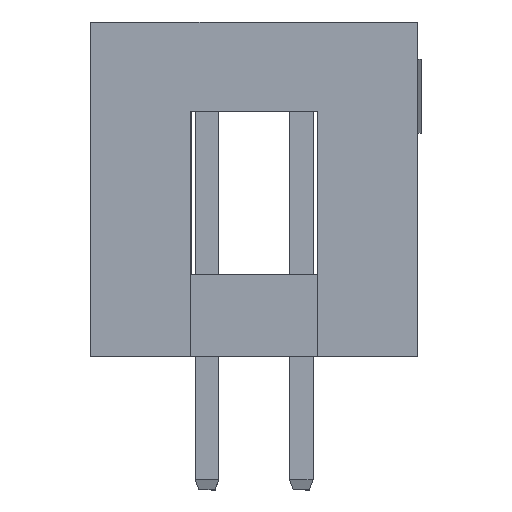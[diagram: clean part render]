
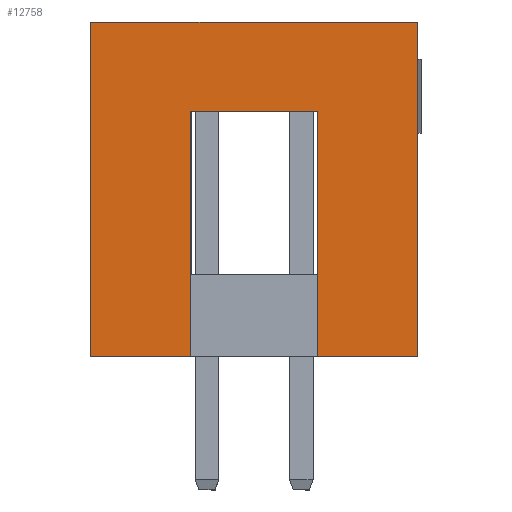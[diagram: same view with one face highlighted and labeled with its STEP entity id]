
A CAD part, left-side view. The second image highlights one B-rep face of the part: STEP entity #12758.
In plain terms, the highlighted planar face has unit normal (-1, 0, 0).
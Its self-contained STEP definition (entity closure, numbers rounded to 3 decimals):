
#383 = LINE ( 'NONE', #2002, #21749 ) ;
#577 = ORIENTED_EDGE ( 'NONE', *, *, #24932, .F. ) ;
#801 = EDGE_CURVE ( 'NONE', #24647, #17862, #15582, .T. ) ;
#850 = ORIENTED_EDGE ( 'NONE', *, *, #13207, .T. ) ;
#1673 = CARTESIAN_POINT ( 'NONE',  ( -5.17, -0.43, 6.6 ) ) ;
#1774 = DIRECTION ( 'NONE',  ( 0., 0., -1. ) ) ;
#2002 = CARTESIAN_POINT ( 'NONE',  ( -5.17, 0., 0. ) ) ;
#2214 = VERTEX_POINT ( 'NONE', #7994 ) ;
#2445 = CARTESIAN_POINT ( 'NONE',  ( -5.17, 2.97, 6.6 ) ) ;
#3509 = CARTESIAN_POINT ( 'NONE',  ( -5.17, 0., 9. ) ) ;
#3686 = VECTOR ( 'NONE', #6727, 1000. ) ;
#4542 = LINE ( 'NONE', #23565, #26299 ) ;
#4564 = LINE ( 'NONE', #6432, #16979 ) ;
#4851 = LINE ( 'NONE', #26610, #3686 ) ;
#4863 = ORIENTED_EDGE ( 'NONE', *, *, #16600, .T. ) ;
#5726 = LINE ( 'NONE', #7518, #8801 ) ;
#6154 = VERTEX_POINT ( 'NONE', #20139 ) ;
#6432 = CARTESIAN_POINT ( 'NONE',  ( -5.17, 5.67, 0. ) ) ;
#6727 = DIRECTION ( 'NONE',  ( 0., 0., -1. ) ) ;
#6728 = EDGE_CURVE ( 'NONE', #2214, #15444, #383, .T. ) ;
#7180 = ORIENTED_EDGE ( 'NONE', *, *, #801, .T. ) ;
#7505 = EDGE_CURVE ( 'NONE', #6154, #2214, #4564, .T. ) ;
#7518 = CARTESIAN_POINT ( 'NONE',  ( -5.17, 2.97, 0. ) ) ;
#7994 = CARTESIAN_POINT ( 'NONE',  ( -5.17, 5.67, 0. ) ) ;
#8132 = CARTESIAN_POINT ( 'NONE',  ( -5.17, 0., 0. ) ) ;
#8452 = VERTEX_POINT ( 'NONE', #2445 ) ;
#8500 = VERTEX_POINT ( 'NONE', #12192 ) ;
#8801 = VECTOR ( 'NONE', #15340, 1000. ) ;
#8948 = VECTOR ( 'NONE', #10819, 1000. ) ;
#9445 = ORIENTED_EDGE ( 'NONE', *, *, #6728, .T. ) ;
#10819 = DIRECTION ( 'NONE',  ( 0., -1., 0. ) ) ;
#11237 = DIRECTION ( 'NONE',  ( 0., -1., 0. ) ) ;
#12192 = CARTESIAN_POINT ( 'NONE',  ( -5.17, -3.13, 9. ) ) ;
#12758 = ADVANCED_FACE ( 'NONE', ( #17993 ), #18716, .T. ) ;
#13207 = EDGE_CURVE ( 'NONE', #15444, #8452, #5726, .T. ) ;
#13496 = DIRECTION ( 'NONE',  ( 0., -1., 0. ) ) ;
#14024 = CARTESIAN_POINT ( 'NONE',  ( -5.17, -3.13, 0. ) ) ;
#14128 = LINE ( 'NONE', #14024, #28112 ) ;
#15228 = CARTESIAN_POINT ( 'NONE',  ( -5.17, -0.43, 0. ) ) ;
#15340 = DIRECTION ( 'NONE',  ( 0., 0., 1. ) ) ;
#15444 = VERTEX_POINT ( 'NONE', #30424 ) ;
#15582 = LINE ( 'NONE', #8132, #8948 ) ;
#16240 = DIRECTION ( 'NONE',  ( -1., 0., 0. ) ) ;
#16600 = EDGE_CURVE ( 'NONE', #27255, #24647, #4851, .T. ) ;
#16979 = VECTOR ( 'NONE', #23828, 1000. ) ;
#17862 = VERTEX_POINT ( 'NONE', #21111 ) ;
#17993 = FACE_OUTER_BOUND ( 'NONE', #30328, .T. ) ;
#18716 = PLANE ( 'NONE',  #22369 ) ;
#18827 = DIRECTION ( 'NONE',  ( 0., 0., 1. ) ) ;
#19346 = DIRECTION ( 'NONE',  ( 0., -1., 0. ) ) ;
#20139 = CARTESIAN_POINT ( 'NONE',  ( -5.17, 5.67, 9. ) ) ;
#20171 = VECTOR ( 'NONE', #13496, 1000. ) ;
#21111 = CARTESIAN_POINT ( 'NONE',  ( -5.17, -3.13, 0. ) ) ;
#21749 = VECTOR ( 'NONE', #19346, 1000. ) ;
#22252 = EDGE_CURVE ( 'NONE', #6154, #8500, #24466, .T. ) ;
#22369 = AXIS2_PLACEMENT_3D ( 'NONE', #26227, #16240, #18827 ) ;
#23565 = CARTESIAN_POINT ( 'NONE',  ( -5.17, 0., 6.6 ) ) ;
#23828 = DIRECTION ( 'NONE',  ( 0., 0., -1. ) ) ;
#24466 = LINE ( 'NONE', #3509, #20171 ) ;
#24647 = VERTEX_POINT ( 'NONE', #15228 ) ;
#24932 = EDGE_CURVE ( 'NONE', #8500, #17862, #14128, .T. ) ;
#26227 = CARTESIAN_POINT ( 'NONE',  ( -5.17, 0., 0. ) ) ;
#26299 = VECTOR ( 'NONE', #11237, 1000. ) ;
#26377 = ORIENTED_EDGE ( 'NONE', *, *, #22252, .F. ) ;
#26610 = CARTESIAN_POINT ( 'NONE',  ( -5.17, -0.43, 0. ) ) ;
#27255 = VERTEX_POINT ( 'NONE', #1673 ) ;
#27820 = EDGE_CURVE ( 'NONE', #8452, #27255, #4542, .T. ) ;
#28112 = VECTOR ( 'NONE', #1774, 1000. ) ;
#28209 = ORIENTED_EDGE ( 'NONE', *, *, #27820, .T. ) ;
#30328 = EDGE_LOOP ( 'NONE', ( #850, #28209, #4863, #7180, #577, #26377, #30807, #9445 ) ) ;
#30424 = CARTESIAN_POINT ( 'NONE',  ( -5.17, 2.97, 0. ) ) ;
#30807 = ORIENTED_EDGE ( 'NONE', *, *, #7505, .T. ) ;
